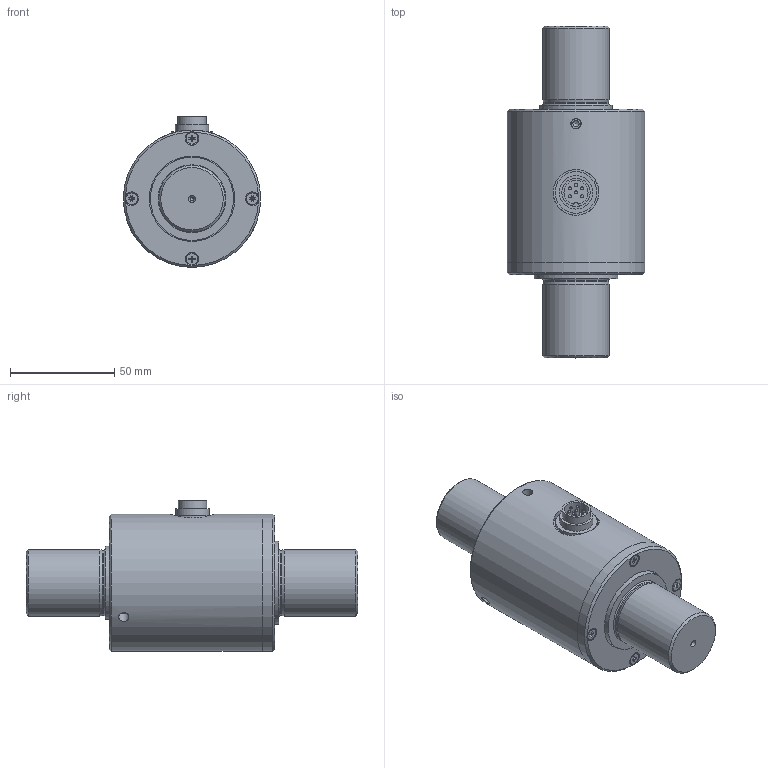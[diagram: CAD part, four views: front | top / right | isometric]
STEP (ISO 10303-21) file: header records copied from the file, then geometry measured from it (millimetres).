
FILE_DESCRIPTION( ( 'Unknown' ), '1' );
FILE_NAME( '2452-3d06.stp', 'Unknown', ( 'Unknown' ), ( 'Unknown' ), 'PSStep 17.0.49', 'Unknown', ' ' );
FILE_SCHEMA( ( 'AUTOMOTIVE_DESIGN { 1 0 10303 214 1 1 1 1 }' ) );
Length unit declared in the file: millimetre
Products named in the file (12): Assem1; 10000-100_doc-00013157; Gewindestift DIN 914-M6x10; Gewindestift DIN 914-M6x10-oa0; Gewindestift DIN 914-M6x10-oa1; 2178-001_doc-00046897; Senkschraube DIN 965-M3x12-H; Senkschraube DIN 965-M3x12-H-oa2; Senkschraube DIN 965-M3x12-H-oa3; Senkschraube DIN 965-M3x12-H-oa4; 2452-002_DOC-00106225; 2452-003_DOC-00106228
Assembly tree (11 placements, depth 2):
  Assem1
    10000-100_doc-00013157
    Gewindestift DIN 914-M6x10
    Gewindestift DIN 914-M6x10-oa0
    Gewindestift DIN 914-M6x10-oa1
    2178-001_doc-00046897
    Senkschraube DIN 965-M3x12-H
    Senkschraube DIN 965-M3x12-H-oa2
    Senkschraube DIN 965-M3x12-H-oa3
    Senkschraube DIN 965-M3x12-H-oa4
    2452-002_DOC-00106225
    2452-003_DOC-00106228
Bounding box: 66 x 159.5 x 72.5 mm (x, y, z)
Volume: 340728.7 mm3; surface area: 59125.5 mm2
Topology: 11 solids, 11 shells, 242 faces, 579 edges, 375 vertices
Faces by surface type: plane 126, cylinder 75, cone 35, torus 6
Full cylindrical faces by diameter (mm): 1.5 x6, 1.6 x2, 2.387 x4, 2.459 x8, 3 x4, 3.4 x4, 4.917 x3, 5.6 x4, 6 x3, 13.6 x1, 15 x1, 16 x1, 17.188 x1, 18 x1, 20 x1, 22 x1, 31.4 x2, 32 x2, 35 x2, 40 x1, 41 x1, 52 x1, 66 x2
Entity records: 8758 total; most frequent: CARTESIAN_POINT 1579, DIRECTION 1100, ORIENTED_EDGE 850, AXIS2_PLACEMENT_3D 433, EDGE_CURVE 425, EDGE_LOOP 374, VERTEX_POINT 328, FACE_OUTER_BOUND 304
